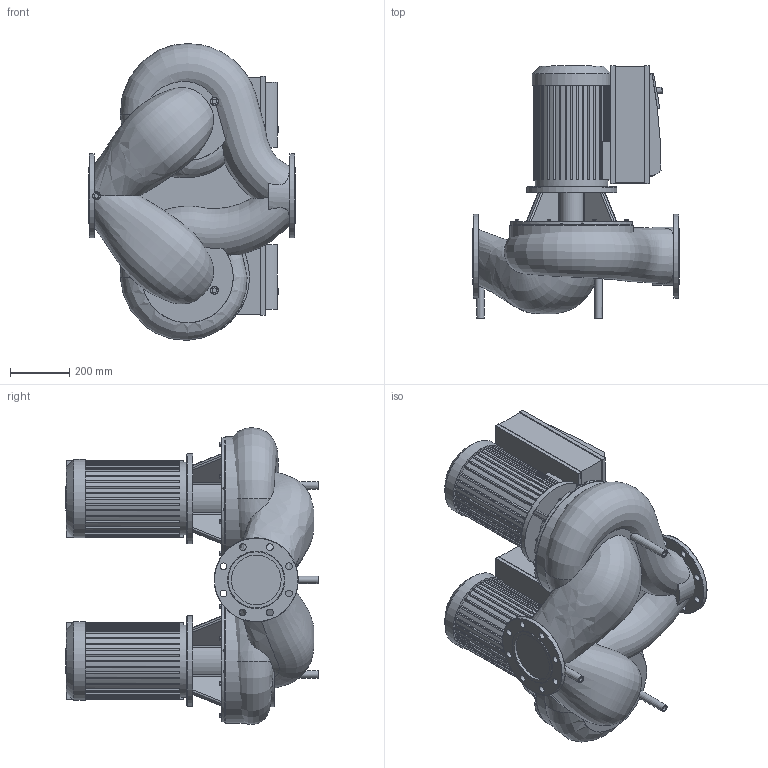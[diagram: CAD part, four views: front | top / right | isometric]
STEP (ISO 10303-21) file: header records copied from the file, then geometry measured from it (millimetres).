
FILE_DESCRIPTION(/* description */ (''),/* implementation_level */ '2;1');
FILE_NAME(/* name */ '3d_DL-E150_200-7_5_4-2101961.stp',/* time_stamp */ '2016-12-21T12:03:21+01:00',/* author */ ('Andrzej'),/* organization */ (''),/* preprocessor_version */ 'ST-DEVELOPER v15.5',/* originating_system */ 'AutoCAD Mechanical',/* authorisation */ '');
FILE_SCHEMA (('AUTOMOTIVE_DESIGN { 1 0 10303 214 3 1 1 }'));
Products named in the file (1): Product
Bounding box: 700 x 855.5 x 1005.83 mm (x, y, z)
Volume: 184159682.8 mm3; surface area: 5092362.7 mm2
Topology: 23 solids, 23 shells, 1077 faces, 2741 edges, 1764 vertices
Faces by surface type: plane 688, cylinder 232, bspline 100, torus 46, cone 11
Full cylindrical faces by diameter (mm): 13 x16, 16 x3, 20 x2, 23 x16, 80 x2, 168.3 x2, 198.3 x1, 246 x2, 266 x2, 285 x2, 306 x2, 420 x2
Entity records: 54414 total; most frequent: CARTESIAN_POINT 28822, ORIENTED_EDGE 5296, DIRECTION 5084, EDGE_CURVE 2648, VERTEX_POINT 1756, AXIS2_PLACEMENT_3D 1717, LINE 1650, VECTOR 1650
